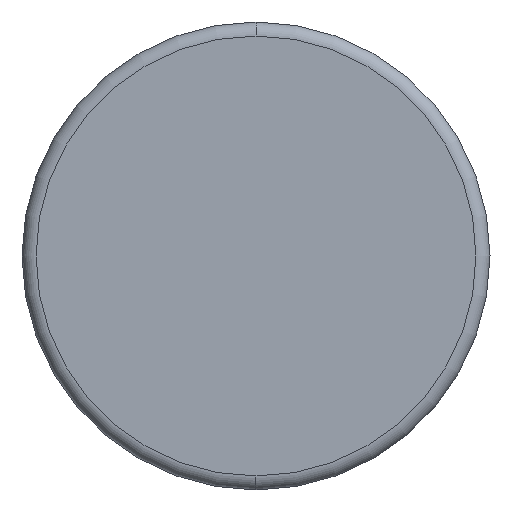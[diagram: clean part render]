
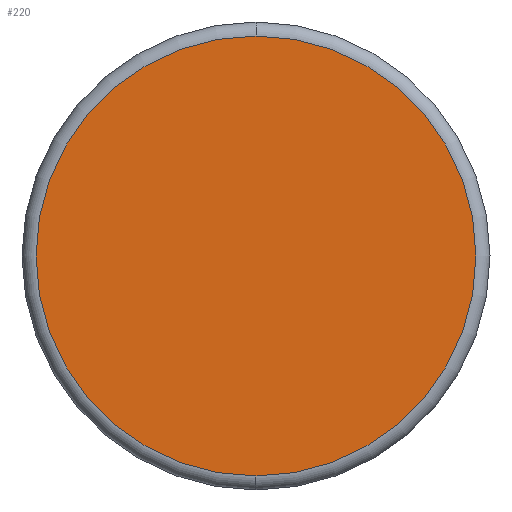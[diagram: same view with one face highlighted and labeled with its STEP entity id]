
A CAD part, front view. The second image highlights one B-rep face of the part: STEP entity #220.
In plain terms, the highlighted planar face has unit normal (0, -1, 0).
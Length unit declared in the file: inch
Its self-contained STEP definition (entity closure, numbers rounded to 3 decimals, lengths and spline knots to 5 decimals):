
#13 = DIRECTION ( 'NONE',  ( 0., -1., 0. ) ) ;
#40 = EDGE_CURVE ( 'NONE', #196, #311, #283, .T. ) ;
#49 = CARTESIAN_POINT ( 'NONE',  ( 0., 0., 0.47 ) ) ;
#91 = CIRCLE ( 'NONE', #323, 0.47 ) ;
#103 = CARTESIAN_POINT ( 'NONE',  ( 0., 0., 0. ) ) ;
#119 = EDGE_LOOP ( 'NONE', ( #128, #146 ) ) ;
#126 = DIRECTION ( 'NONE',  ( 0., 0., -1. ) ) ;
#128 = ORIENTED_EDGE ( 'NONE', *, *, #40, .T. ) ;
#141 = PLANE ( 'NONE',  #304 ) ;
#146 = ORIENTED_EDGE ( 'NONE', *, *, #306, .T. ) ;
#155 = DIRECTION ( 'NONE',  ( 0., -1., 0. ) ) ;
#169 = AXIS2_PLACEMENT_3D ( 'NONE', #373, #155, #126 ) ;
#196 = VERTEX_POINT ( 'NONE', #233 ) ;
#203 = FACE_OUTER_BOUND ( 'NONE', #119, .T. ) ;
#220 = ADVANCED_FACE ( 'NONE', ( #203 ), #141, .T. ) ;
#233 = CARTESIAN_POINT ( 'NONE',  ( 0., 0., -0.47 ) ) ;
#261 = DIRECTION ( 'NONE',  ( 0., 0., -1. ) ) ;
#283 = CIRCLE ( 'NONE', #169, 0.47 ) ;
#289 = CARTESIAN_POINT ( 'NONE',  ( 0., 0., 0. ) ) ;
#304 = AXIS2_PLACEMENT_3D ( 'NONE', #289, #13, #261 ) ;
#306 = EDGE_CURVE ( 'NONE', #311, #196, #91, .T. ) ;
#311 = VERTEX_POINT ( 'NONE', #49 ) ;
#323 = AXIS2_PLACEMENT_3D ( 'NONE', #103, #329, #383 ) ;
#329 = DIRECTION ( 'NONE',  ( 0., -1., 0. ) ) ;
#373 = CARTESIAN_POINT ( 'NONE',  ( 0., 0., 0. ) ) ;
#383 = DIRECTION ( 'NONE',  ( 0., 0., -1. ) ) ;
